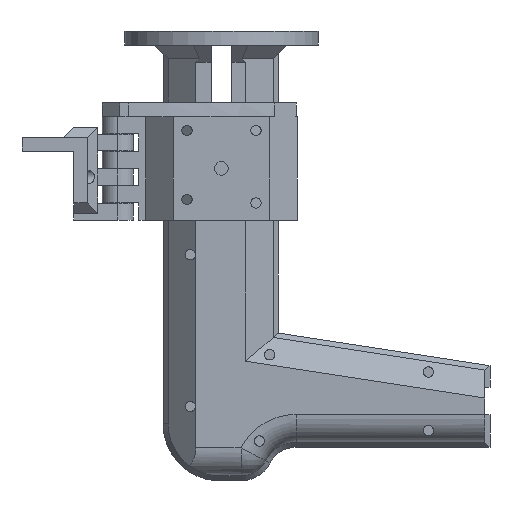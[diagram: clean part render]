
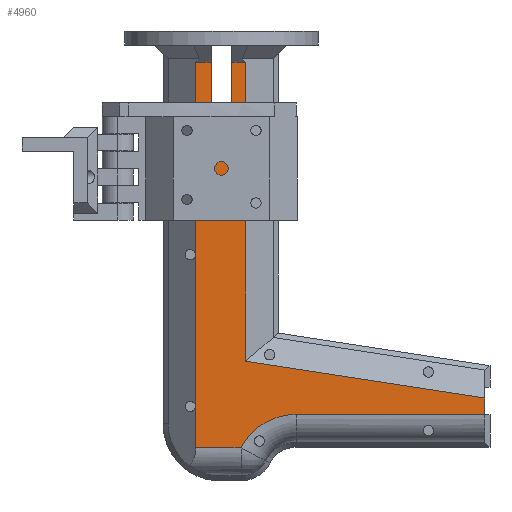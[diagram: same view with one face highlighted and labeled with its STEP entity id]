
A CAD part, front view. The second image highlights one B-rep face of the part: STEP entity #4960.
In plain terms, the highlighted planar face has unit normal (0, -1, 0).
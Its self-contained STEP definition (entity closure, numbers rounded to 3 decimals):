
#4272=CARTESIAN_POINT('',(21.667,-12.,2.724));
#4273=VERTEX_POINT('',#4272);
#4289=CARTESIAN_POINT('',(76.343,-12.,2.724));
#4290=VERTEX_POINT('',#4289);
#4298=CARTESIAN_POINT('',(76.343,-12.,2.724));
#4299=DIRECTION('',(-1.,-0.,-0.));
#4300=VECTOR('',#4299,54.676);
#4301=LINE('',#4298,#4300);
#4302=EDGE_CURVE('',#4290,#4273,#4301,.T.);
#4504=CARTESIAN_POINT('',(5.682,-12.,-7.));
#4505=VERTEX_POINT('',#4504);
#4506=CARTESIAN_POINT('',(21.667,-12.,-15.276));
#4507=DIRECTION('',(0.,-1.,0.));
#4508=DIRECTION('',(0.,0.,-1.));
#4509=AXIS2_PLACEMENT_3D('',#4506,#4507,#4508);
#4510=CIRCLE('',#4509,18.);
#4511=EDGE_CURVE('',#4273,#4505,#4510,.T.);
#4742=CARTESIAN_POINT('',(-7.414,-12.,-7.));
#4743=VERTEX_POINT('',#4742);
#4744=CARTESIAN_POINT('',(-7.414,-12.,104.75));
#4745=VERTEX_POINT('',#4744);
#4746=CARTESIAN_POINT('',(-7.414,-12.,-7.));
#4747=DIRECTION('',(-0.,0.,1.));
#4748=VECTOR('',#4747,111.75);
#4749=LINE('',#4746,#4748);
#4750=EDGE_CURVE('',#4743,#4745,#4749,.T.);
#4846=CARTESIAN_POINT('',(7.,-12.,104.75));
#4847=VERTEX_POINT('',#4846);
#4854=CARTESIAN_POINT('',(7.,-12.,18.137));
#4855=VERTEX_POINT('',#4854);
#4856=CARTESIAN_POINT('',(7.,-12.,104.75));
#4857=DIRECTION('',(0.,0.,-1.));
#4858=VECTOR('',#4857,86.613);
#4859=LINE('',#4856,#4858);
#4860=EDGE_CURVE('',#4847,#4855,#4859,.T.);
#4891=CARTESIAN_POINT('',(0.,-12.,0.));
#4892=DIRECTION('',(0.,1.,0.));
#4893=DIRECTION('',(1.,0.,0.));
#4894=AXIS2_PLACEMENT_3D('',#4891,#4892,#4893);
#4895=PLANE('',#4894);
#4896=CARTESIAN_POINT('',(-3.,-12.,104.75));
#4897=VERTEX_POINT('',#4896);
#4898=CARTESIAN_POINT('',(-3.,-12.,93.));
#4899=VERTEX_POINT('',#4898);
#4900=CARTESIAN_POINT('',(-3.,-12.,104.75));
#4901=DIRECTION('',(-0.,0.,-1.));
#4902=VECTOR('',#4901,11.75);
#4903=LINE('',#4900,#4902);
#4904=EDGE_CURVE('',#4897,#4899,#4903,.T.);
#4905=ORIENTED_EDGE('',*,*,#4904,.F.);
#4906=CARTESIAN_POINT('',(-3.,-12.,104.75));
#4907=DIRECTION('',(-1.,0.,0.));
#4908=VECTOR('',#4907,4.414);
#4909=LINE('',#4906,#4908);
#4910=EDGE_CURVE('',#4897,#4745,#4909,.T.);
#4911=ORIENTED_EDGE('',*,*,#4910,.T.);
#4912=ORIENTED_EDGE('',*,*,#4750,.F.);
#4913=CARTESIAN_POINT('',(5.682,-12.,-7.));
#4914=DIRECTION('',(-1.,-0.,0.));
#4915=VECTOR('',#4914,13.096);
#4916=LINE('',#4913,#4915);
#4917=EDGE_CURVE('',#4505,#4743,#4916,.T.);
#4918=ORIENTED_EDGE('',*,*,#4917,.F.);
#4919=ORIENTED_EDGE('',*,*,#4511,.F.);
#4920=ORIENTED_EDGE('',*,*,#4302,.F.);
#4921=CARTESIAN_POINT('',(76.343,-12.,7.468));
#4922=VERTEX_POINT('',#4921);
#4923=CARTESIAN_POINT('',(76.343,-12.,7.468));
#4924=DIRECTION('',(0.,0.,-1.));
#4925=VECTOR('',#4924,4.744);
#4926=LINE('',#4923,#4925);
#4927=EDGE_CURVE('',#4922,#4290,#4926,.T.);
#4928=ORIENTED_EDGE('',*,*,#4927,.F.);
#4929=CARTESIAN_POINT('',(7.,-12.,18.137));
#4930=DIRECTION('',(0.988,0.,-0.152));
#4931=VECTOR('',#4930,70.159);
#4932=LINE('',#4929,#4931);
#4933=EDGE_CURVE('',#4855,#4922,#4932,.T.);
#4934=ORIENTED_EDGE('',*,*,#4933,.F.);
#4935=ORIENTED_EDGE('',*,*,#4860,.F.);
#4936=CARTESIAN_POINT('',(3.,-12.,104.75));
#4937=VERTEX_POINT('',#4936);
#4938=CARTESIAN_POINT('',(7.,-12.,104.75));
#4939=DIRECTION('',(-1.,0.,0.));
#4940=VECTOR('',#4939,4.);
#4941=LINE('',#4938,#4940);
#4942=EDGE_CURVE('',#4847,#4937,#4941,.T.);
#4943=ORIENTED_EDGE('',*,*,#4942,.T.);
#4944=CARTESIAN_POINT('',(3.,-12.,93.));
#4945=VERTEX_POINT('',#4944);
#4946=CARTESIAN_POINT('',(3.,-12.,93.));
#4947=DIRECTION('',(0.,0.,1.));
#4948=VECTOR('',#4947,11.75);
#4949=LINE('',#4946,#4948);
#4950=EDGE_CURVE('',#4945,#4937,#4949,.T.);
#4951=ORIENTED_EDGE('',*,*,#4950,.F.);
#4952=CARTESIAN_POINT('',(-3.,-12.,93.));
#4953=DIRECTION('',(1.,0.,-0.));
#4954=VECTOR('',#4953,6.);
#4955=LINE('',#4952,#4954);
#4956=EDGE_CURVE('',#4899,#4945,#4955,.T.);
#4957=ORIENTED_EDGE('',*,*,#4956,.F.);
#4958=EDGE_LOOP('',(#4905,#4911,#4912,#4918,#4919,#4920,#4928,#4934,#4935,#4943,#4951,#4957));
#4959=FACE_BOUND('',#4958,.T.);
#4960=ADVANCED_FACE('',(#4959),#4895,.F.);
